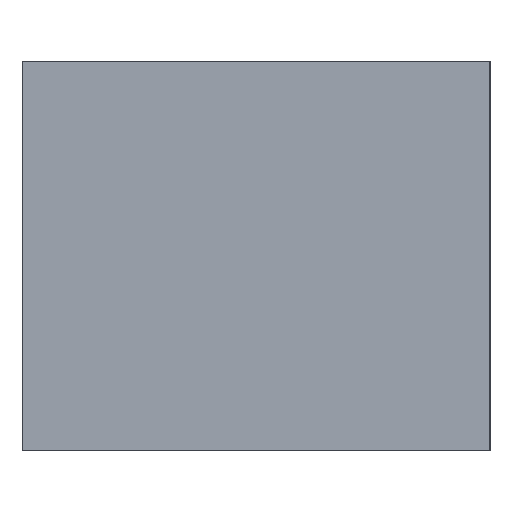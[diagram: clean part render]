
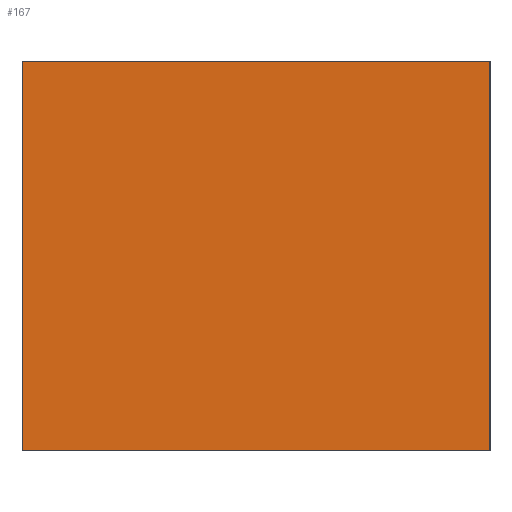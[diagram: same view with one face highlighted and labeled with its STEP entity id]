
A CAD part, left-side view. The second image highlights one B-rep face of the part: STEP entity #167.
In plain terms, the highlighted planar face has unit normal (-1, 0, 0).
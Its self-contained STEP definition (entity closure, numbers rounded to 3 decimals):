
#19=PLANE('',#197);
#27=FACE_OUTER_BOUND('',#35,.T.);
#35=EDGE_LOOP('',(#131,#132,#133,#134));
#47=LINE('',#275,#61);
#48=LINE('',#277,#62);
#49=LINE('',#279,#63);
#50=LINE('',#280,#64);
#61=VECTOR('',#229,10.);
#62=VECTOR('',#230,10.);
#63=VECTOR('',#231,10.);
#64=VECTOR('',#232,10.);
#89=VERTEX_POINT('',#273);
#90=VERTEX_POINT('',#274);
#91=VERTEX_POINT('',#276);
#92=VERTEX_POINT('',#278);
#107=EDGE_CURVE('',#89,#90,#47,.T.);
#108=EDGE_CURVE('',#90,#91,#48,.T.);
#109=EDGE_CURVE('',#92,#91,#49,.T.);
#110=EDGE_CURVE('',#89,#92,#50,.T.);
#131=ORIENTED_EDGE('',*,*,#107,.T.);
#132=ORIENTED_EDGE('',*,*,#108,.T.);
#133=ORIENTED_EDGE('',*,*,#109,.F.);
#134=ORIENTED_EDGE('',*,*,#110,.F.);
#167=ADVANCED_FACE('',(#27),#19,.T.);
#197=AXIS2_PLACEMENT_3D('',#272,#227,#228);
#227=DIRECTION('center_axis',(-1.,0.,0.));
#228=DIRECTION('ref_axis',(0.,-1.,0.));
#229=DIRECTION('',(0.,-1.,0.));
#230=DIRECTION('',(0.,0.,1.));
#231=DIRECTION('',(0.,-1.,0.));
#232=DIRECTION('',(0.,0.,1.));
#272=CARTESIAN_POINT('Origin',(0.,19.05,0.));
#273=CARTESIAN_POINT('',(0.,19.05,0.));
#274=CARTESIAN_POINT('',(0.,0.,0.));
#275=CARTESIAN_POINT('',(0.,19.05,0.));
#276=CARTESIAN_POINT('',(0.,0.,15.875));
#277=CARTESIAN_POINT('',(0.,0.,0.));
#278=CARTESIAN_POINT('',(0.,19.05,15.875));
#279=CARTESIAN_POINT('',(0.,19.05,15.875));
#280=CARTESIAN_POINT('',(0.,19.05,0.));
